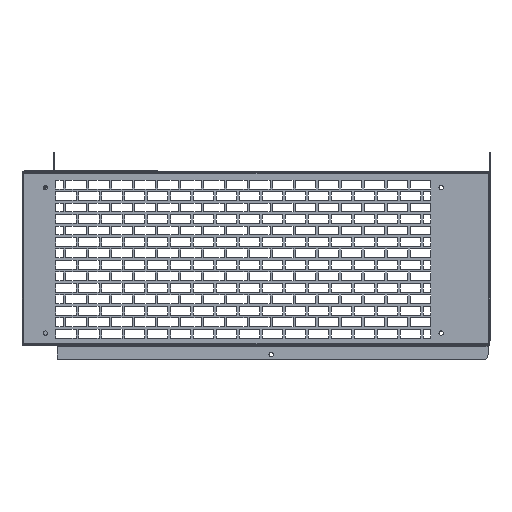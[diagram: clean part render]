
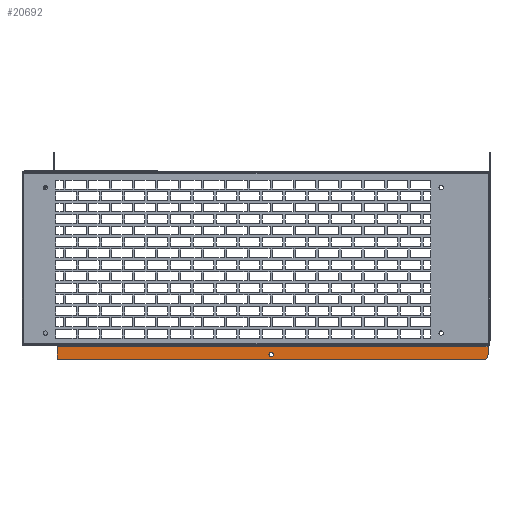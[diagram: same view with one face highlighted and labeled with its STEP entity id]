
A CAD part, top view. The second image highlights one B-rep face of the part: STEP entity #20692.
In plain terms, the highlighted planar face has unit normal (0, 0, 1).
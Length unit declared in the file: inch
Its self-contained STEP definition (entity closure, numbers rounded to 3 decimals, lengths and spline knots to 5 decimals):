
#293 = VECTOR ( 'NONE', #39001, 39.37008 ) ;
#757 = DIRECTION ( 'NONE',  ( 0., 1., 0. ) ) ;
#760 = DIRECTION ( 'NONE',  ( 0., -1., 0. ) ) ;
#1686 = CARTESIAN_POINT ( 'NONE',  ( 1.37, -8.803, -2.0047 ) ) ;
#1795 = ORIENTED_EDGE ( 'NONE', *, *, #9097, .T. ) ;
#2885 = CARTESIAN_POINT ( 'NONE',  ( 11.988, -8.803, -2.0047 ) ) ;
#3100 = FACE_BOUND ( 'NONE', #29758, .T. ) ;
#3540 = VECTOR ( 'NONE', #41098, 39.37008 ) ;
#3757 = AXIS2_PLACEMENT_3D ( 'NONE', #4361, #28673, #7845 ) ;
#4361 = CARTESIAN_POINT ( 'NONE',  ( 1.37, -8.803, -2.0047 ) ) ;
#5159 = DIRECTION ( 'NONE',  ( -1., 0., 0. ) ) ;
#5163 = PLANE ( 'NONE',  #27299 ) ;
#5719 = AXIS2_PLACEMENT_3D ( 'NONE', #1686, #25987, #5159 ) ;
#7406 = VERTEX_POINT ( 'NONE', #16307 ) ;
#7459 = DIRECTION ( 'NONE',  ( 1., 0., 0. ) ) ;
#7845 = DIRECTION ( 'NONE',  ( -1., 0., 0. ) ) ;
#7876 = DIRECTION ( 'NONE',  ( 0., 0., 1. ) ) ;
#7973 = CARTESIAN_POINT ( 'NONE',  ( 11.738, -8.803, -2.0047 ) ) ;
#8338 = VERTEX_POINT ( 'NONE', #18354 ) ;
#8659 = DIRECTION ( 'NONE',  ( 0., 0., 1. ) ) ;
#9097 = EDGE_CURVE ( 'NONE', #8338, #42093, #21212, .T. ) ;
#9532 = CARTESIAN_POINT ( 'NONE',  ( 1.261, -8.803, -2.0047 ) ) ;
#9732 = VERTEX_POINT ( 'NONE', #25258 ) ;
#10162 = DIRECTION ( 'NONE',  ( 0.707, -0.707, 0. ) ) ;
#12958 = CIRCLE ( 'NONE', #5719, 0.109 ) ;
#14619 = CARTESIAN_POINT ( 'NONE',  ( 11.988, -9.053, -2.0047 ) ) ;
#15585 = VECTOR ( 'NONE', #10162, 39.37008 ) ;
#15607 = VECTOR ( 'NONE', #760, 39.37008 ) ;
#15781 = VERTEX_POINT ( 'NONE', #42583 ) ;
#16307 = CARTESIAN_POINT ( 'NONE',  ( 11.988, -8.4008, -2.0047 ) ) ;
#16735 = CARTESIAN_POINT ( 'NONE',  ( -9.113, -9.053, -2.0047 ) ) ;
#18354 = CARTESIAN_POINT ( 'NONE',  ( 11.738, -9.053, -2.0047 ) ) ;
#19635 = ORIENTED_EDGE ( 'NONE', *, *, #39264, .F. ) ;
#19827 = VERTEX_POINT ( 'NONE', #33961 ) ;
#20692 = ADVANCED_FACE ( 'NONE', ( #3100, #41137 ), #5163, .T. ) ;
#21212 = CIRCLE ( 'NONE', #26721, 0.25 ) ;
#21817 = EDGE_CURVE ( 'NONE', #19827, #7406, #28027, .T. ) ;
#21829 = CARTESIAN_POINT ( 'NONE',  ( -9.082, -9.053, -2.0047 ) ) ;
#24812 = LINE ( 'NONE', #14619, #15607 ) ;
#25258 = CARTESIAN_POINT ( 'NONE',  ( 1.479, -8.803, -2.0047 ) ) ;
#25987 = DIRECTION ( 'NONE',  ( 0., 0., -1. ) ) ;
#26179 = LINE ( 'NONE', #42317, #33228 ) ;
#26721 = AXIS2_PLACEMENT_3D ( 'NONE', #7973, #7876, #7459 ) ;
#27299 = AXIS2_PLACEMENT_3D ( 'NONE', #29473, #8659, #32968 ) ;
#28027 = LINE ( 'NONE', #28669, #293 ) ;
#28542 = ORIENTED_EDGE ( 'NONE', *, *, #28824, .F. ) ;
#28669 = CARTESIAN_POINT ( 'NONE',  ( -9.113, -8.4008, -2.0047 ) ) ;
#28673 = DIRECTION ( 'NONE',  ( 0., 0., -1. ) ) ;
#28824 = EDGE_CURVE ( 'NONE', #7406, #42093, #24812, .T. ) ;
#29087 = EDGE_CURVE ( 'NONE', #8338, #36005, #31283, .T. ) ;
#29473 = CARTESIAN_POINT ( 'NONE',  ( 0.625, -8.303, -2.0047 ) ) ;
#29758 = EDGE_LOOP ( 'NONE', ( #34270, #30423 ) ) ;
#30423 = ORIENTED_EDGE ( 'NONE', *, *, #30653, .T. ) ;
#30653 = EDGE_CURVE ( 'NONE', #9732, #44322, #31619, .T. ) ;
#31283 = LINE ( 'NONE', #16735, #3540 ) ;
#31619 = CIRCLE ( 'NONE', #3757, 0.109 ) ;
#32968 = DIRECTION ( 'NONE',  ( 1., 0., 0. ) ) ;
#33228 = VECTOR ( 'NONE', #757, 39.37008 ) ;
#33372 = ORIENTED_EDGE ( 'NONE', *, *, #29087, .F. ) ;
#33961 = CARTESIAN_POINT ( 'NONE',  ( -9.113, -8.4008, -2.0047 ) ) ;
#34055 = ORIENTED_EDGE ( 'NONE', *, *, #21817, .F. ) ;
#34270 = ORIENTED_EDGE ( 'NONE', *, *, #37271, .T. ) ;
#34421 = CARTESIAN_POINT ( 'NONE',  ( -4.6035, -13.5315, -2.0047 ) ) ;
#36005 = VERTEX_POINT ( 'NONE', #21829 ) ;
#37271 = EDGE_CURVE ( 'NONE', #44322, #9732, #12958, .T. ) ;
#39001 = DIRECTION ( 'NONE',  ( 1., 0., 0. ) ) ;
#39264 = EDGE_CURVE ( 'NONE', #15781, #19827, #26179, .T. ) ;
#41098 = DIRECTION ( 'NONE',  ( -1., 0., 0. ) ) ;
#41137 = FACE_OUTER_BOUND ( 'NONE', #43234, .T. ) ;
#42093 = VERTEX_POINT ( 'NONE', #2885 ) ;
#42317 = CARTESIAN_POINT ( 'NONE',  ( -9.113, -8.3508, -2.0047 ) ) ;
#42583 = CARTESIAN_POINT ( 'NONE',  ( -9.113, -9.022, -2.0047 ) ) ;
#42753 = EDGE_CURVE ( 'NONE', #15781, #36005, #44300, .T. ) ;
#43234 = EDGE_LOOP ( 'NONE', ( #19635, #43638, #33372, #1795, #28542, #34055 ) ) ;
#43638 = ORIENTED_EDGE ( 'NONE', *, *, #42753, .T. ) ;
#44300 = LINE ( 'NONE', #34421, #15585 ) ;
#44322 = VERTEX_POINT ( 'NONE', #9532 ) ;
